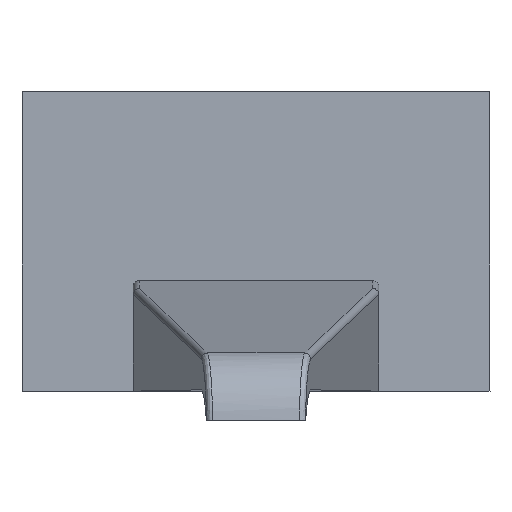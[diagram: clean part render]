
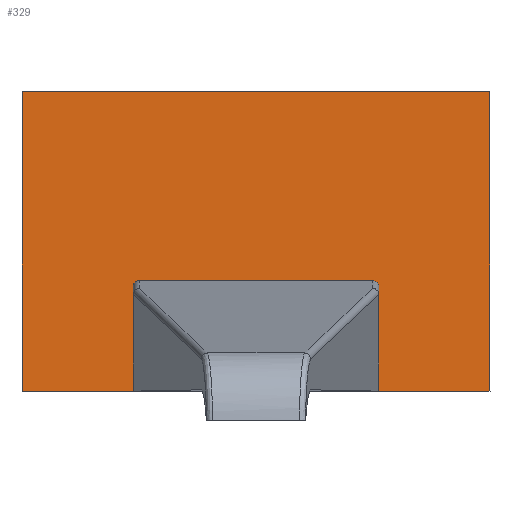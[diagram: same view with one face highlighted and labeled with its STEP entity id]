
A CAD part, top view. The second image highlights one B-rep face of the part: STEP entity #329.
In plain terms, the highlighted planar face has unit normal (0, 0, 1).
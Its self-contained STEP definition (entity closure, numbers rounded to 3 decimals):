
#1 = ORIENTED_EDGE ( 'NONE', *, *, #416, .T. ) ;
#8 = CARTESIAN_POINT ( 'NONE',  ( -19.05, 28.676, 8. ) ) ;
#17 = ORIENTED_EDGE ( 'NONE', *, *, #591, .T. ) ;
#24 = EDGE_CURVE ( 'NONE', #665, #243, #1014, .T. ) ;
#32 = ORIENTED_EDGE ( 'NONE', *, *, #1041, .F. ) ;
#34 = LINE ( 'NONE', #957, #188 ) ;
#42 = ORIENTED_EDGE ( 'NONE', *, *, #302, .T. ) ;
#45 = DIRECTION ( 'NONE',  ( 0., 0., 1. ) ) ;
#51 = CARTESIAN_POINT ( 'NONE',  ( 0., 0., 8. ) ) ;
#60 = CARTESIAN_POINT ( 'NONE',  ( 0., 29.6, 8. ) ) ;
#91 = VERTEX_POINT ( 'NONE', #377 ) ;
#93 = CARTESIAN_POINT ( 'NONE',  ( 0., 54., 8. ) ) ;
#134 = ORIENTED_EDGE ( 'NONE', *, *, #657, .T. ) ;
#137 = DIRECTION ( 'NONE',  ( 0., 1., 0. ) ) ;
#161 = EDGE_CURVE ( 'NONE', #574, #172, #740, .T. ) ;
#163 = CARTESIAN_POINT ( 'NONE',  ( 10., 38.098, 8. ) ) ;
#172 = VERTEX_POINT ( 'NONE', #330 ) ;
#176 = LINE ( 'NONE', #499, #918 ) ;
#183 = VERTEX_POINT ( 'NONE', #904 ) ;
#188 = VECTOR ( 'NONE', #137, 1000. ) ;
#200 = DIRECTION ( 'NONE',  ( 1., 0., 0. ) ) ;
#240 = CARTESIAN_POINT ( 'NONE',  ( 10., 29.6, 8. ) ) ;
#243 = VERTEX_POINT ( 'NONE', #831 ) ;
#260 = CARTESIAN_POINT ( 'NONE',  ( -19.05, 38.6, 8. ) ) ;
#281 = DIRECTION ( 'NONE',  ( 0., -1., 0. ) ) ;
#298 = EDGE_CURVE ( 'NONE', #894, #965, #308, .T. ) ;
#302 = EDGE_CURVE ( 'NONE', #894, #518, #34, .T. ) ;
#308 = LINE ( 'NONE', #801, #833 ) ;
#319 = CARTESIAN_POINT ( 'NONE',  ( 9.5, 38.6, 8. ) ) ;
#329 = ADVANCED_FACE ( 'NONE', ( #366 ), #1035, .T. ) ;
#330 = CARTESIAN_POINT ( 'NONE',  ( -10., 29.6, 8. ) ) ;
#346 = ORIENTED_EDGE ( 'NONE', *, *, #24, .T. ) ;
#366 = FACE_OUTER_BOUND ( 'NONE', #456, .T. ) ;
#377 = CARTESIAN_POINT ( 'NONE',  ( -19.05, 54., 8. ) ) ;
#391 = CARTESIAN_POINT ( 'NONE',  ( -9.5, 38.6, 8. ) ) ;
#416 = EDGE_CURVE ( 'NONE', #243, #917, #1032, .T. ) ;
#442 = VECTOR ( 'NONE', #200, 1000. ) ;
#444 = VECTOR ( 'NONE', #281, 1000. ) ;
#446 = DIRECTION ( 'NONE',  ( 1., 0., 0. ) ) ;
#456 = EDGE_LOOP ( 'NONE', ( #32, #17, #346, #1, #134, #912, #42, #839, #1044, #810 ) ) ;
#471 = CARTESIAN_POINT ( 'NONE',  ( -9.5, 38.6, 8. ) ) ;
#492 = LINE ( 'NONE', #8, #1075 ) ;
#499 = CARTESIAN_POINT ( 'NONE',  ( -10., 54.6, 8. ) ) ;
#518 = VERTEX_POINT ( 'NONE', #778 ) ;
#552 = CARTESIAN_POINT ( 'NONE',  ( -10., 38.392, 8. ) ) ;
#574 = VERTEX_POINT ( 'NONE', #857 ) ;
#585 = DIRECTION ( 'NONE',  ( 0., -1., 0. ) ) ;
#591 = EDGE_CURVE ( 'NONE', #183, #665, #692, .T. ) ;
#629 = CARTESIAN_POINT ( 'NONE',  ( -10., 38.098, 8. ) ) ;
#649 = CARTESIAN_POINT ( 'NONE',  ( 9.793, 38.6, 8. ) ) ;
#654 = VECTOR ( 'NONE', #446, 1000. ) ;
#657 = EDGE_CURVE ( 'NONE', #917, #965, #956, .T. ) ;
#658 = DIRECTION ( 'NONE',  ( 0., 1., 0. ) ) ;
#665 = VERTEX_POINT ( 'NONE', #471 ) ;
#692 =( BOUNDED_CURVE ( )  B_SPLINE_CURVE ( 3, ( #629, #552, #889, #391 ),
 .UNSPECIFIED., .F., .T. ) 
 B_SPLINE_CURVE_WITH_KNOTS ( ( 4, 4 ),
 ( 4.712, 6.283 ),
 .UNSPECIFIED. ) 
 CURVE ( )  GEOMETRIC_REPRESENTATION_ITEM ( )  RATIONAL_B_SPLINE_CURVE ( ( 1., 0.805, 0.805, 1. ) ) 
 REPRESENTATION_ITEM ( '' )  );
#708 = CARTESIAN_POINT ( 'NONE',  ( 10., 38.098, 8. ) ) ;
#740 = LINE ( 'NONE', #60, #1072 ) ;
#768 = EDGE_CURVE ( 'NONE', #91, #518, #958, .T. ) ;
#778 = CARTESIAN_POINT ( 'NONE',  ( 19.05, 54., 8. ) ) ;
#801 = CARTESIAN_POINT ( 'NONE',  ( 0., 29.6, 8. ) ) ;
#808 = CARTESIAN_POINT ( 'NONE',  ( 19.05, 29.6, 8. ) ) ;
#810 = ORIENTED_EDGE ( 'NONE', *, *, #161, .T. ) ;
#831 = CARTESIAN_POINT ( 'NONE',  ( 9.5, 38.6, 8. ) ) ;
#833 = VECTOR ( 'NONE', #883, 1000. ) ;
#839 = ORIENTED_EDGE ( 'NONE', *, *, #768, .F. ) ;
#857 = CARTESIAN_POINT ( 'NONE',  ( -19.05, 29.6, 8. ) ) ;
#871 = DIRECTION ( 'NONE',  ( 1., 0., 0. ) ) ;
#883 = DIRECTION ( 'NONE',  ( -1., 0., 0. ) ) ;
#889 = CARTESIAN_POINT ( 'NONE',  ( -9.793, 38.6, 8. ) ) ;
#894 = VERTEX_POINT ( 'NONE', #808 ) ;
#904 = CARTESIAN_POINT ( 'NONE',  ( -10., 38.098, 8. ) ) ;
#912 = ORIENTED_EDGE ( 'NONE', *, *, #298, .F. ) ;
#917 = VERTEX_POINT ( 'NONE', #708 ) ;
#918 = VECTOR ( 'NONE', #585, 1000. ) ;
#920 = CARTESIAN_POINT ( 'NONE',  ( 10., 38.392, 8. ) ) ;
#956 = LINE ( 'NONE', #1061, #444 ) ;
#957 = CARTESIAN_POINT ( 'NONE',  ( 19.05, 28.676, 8. ) ) ;
#958 = LINE ( 'NONE', #93, #654 ) ;
#965 = VERTEX_POINT ( 'NONE', #240 ) ;
#990 = AXIS2_PLACEMENT_3D ( 'NONE', #51, #45, #871 ) ;
#1014 = LINE ( 'NONE', #260, #442 ) ;
#1032 =( BOUNDED_CURVE ( )  B_SPLINE_CURVE ( 3, ( #319, #649, #920, #163 ),
 .UNSPECIFIED., .F., .T. ) 
 B_SPLINE_CURVE_WITH_KNOTS ( ( 4, 4 ),
 ( 3.142, 4.712 ),
 .UNSPECIFIED. ) 
 CURVE ( )  GEOMETRIC_REPRESENTATION_ITEM ( )  RATIONAL_B_SPLINE_CURVE ( ( 1., 0.805, 0.805, 1. ) ) 
 REPRESENTATION_ITEM ( '' )  );
#1035 = PLANE ( 'NONE',  #990 ) ;
#1041 = EDGE_CURVE ( 'NONE', #183, #172, #176, .T. ) ;
#1044 = ORIENTED_EDGE ( 'NONE', *, *, #1059, .F. ) ;
#1059 = EDGE_CURVE ( 'NONE', #574, #91, #492, .T. ) ;
#1061 = CARTESIAN_POINT ( 'NONE',  ( 10., 54.6, 8. ) ) ;
#1072 = VECTOR ( 'NONE', #1081, 1000. ) ;
#1075 = VECTOR ( 'NONE', #658, 1000. ) ;
#1081 = DIRECTION ( 'NONE',  ( 1., 0., 0. ) ) ;
